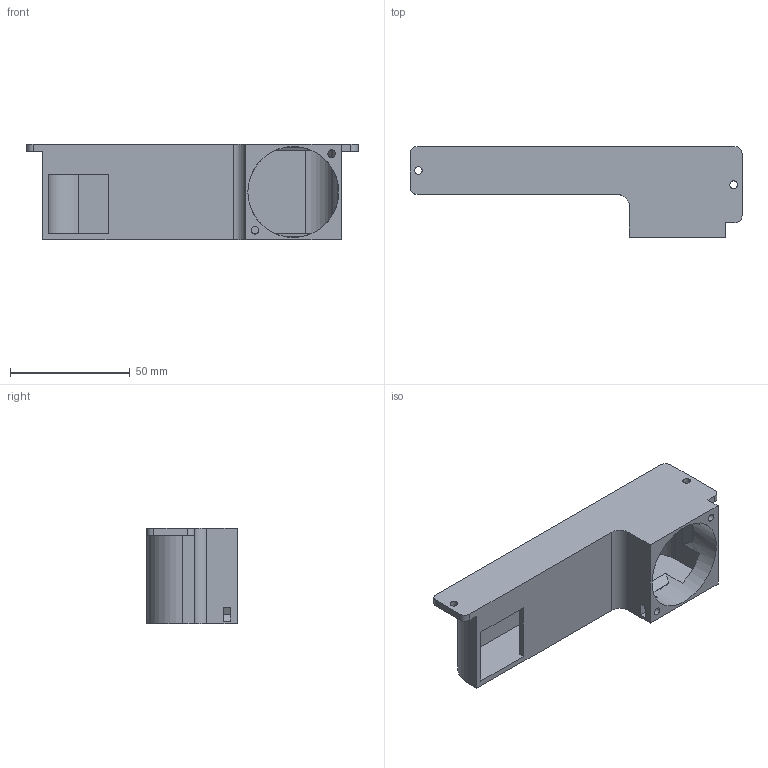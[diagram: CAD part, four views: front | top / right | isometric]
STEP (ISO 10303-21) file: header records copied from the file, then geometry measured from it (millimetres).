
FILE_DESCRIPTION(/* description */ (''),/* implementation_level */ '2;1');
FILE_NAME(/* name */ 'driver cooling fan duct.step',/* time_stamp */ '2021-07-23T04:23:37+08:00',/* author */ (''),/* organization */ (''),/* preprocessor_version */ 'ST-DEVELOPER v18.1',/* originating_system */ 'Autodesk Translation Framework v10.9.0.1377',/* authorisation */ '');
FILE_SCHEMA (('AUTOMOTIVE_DESIGN { 1 0 10303 214 3 1 1 }'));
Length unit declared in the file: millimetre
Products named in the file (1): driver cooling fan duct
Bounding box: 138.65 x 37.9 x 40 mm (x, y, z)
Volume: 45935 mm3; surface area: 30752.5 mm2
Topology: 1 solids, 1 shells, 68 faces, 201 edges, 134 vertices
Faces by surface type: plane 51, cylinder 17
Full cylindrical faces by diameter (mm): 3.2 x6, 38 x1
Entity records: 2384 total; most frequent: CARTESIAN_POINT 456, ORIENTED_EDGE 402, DIRECTION 389, EDGE_CURVE 201, LINE 143, VECTOR 143, VERTEX_POINT 134, AXIS2_PLACEMENT_3D 123
